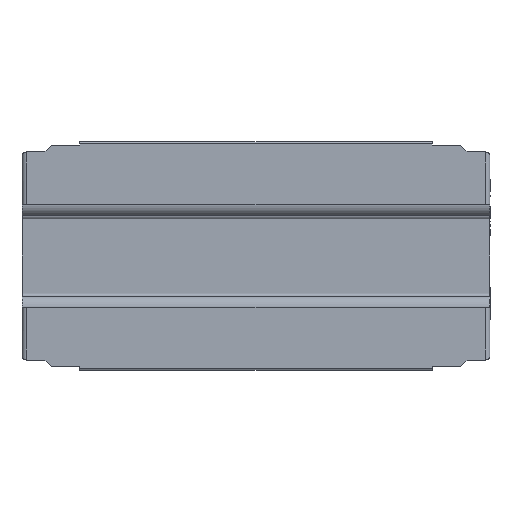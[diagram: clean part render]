
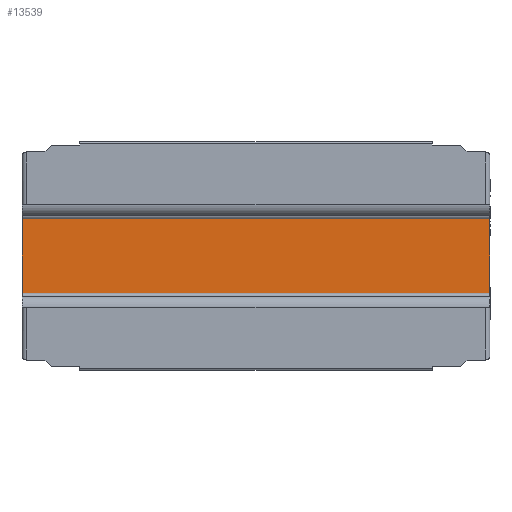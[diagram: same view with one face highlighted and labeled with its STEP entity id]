
A CAD part, front view. The second image highlights one B-rep face of the part: STEP entity #13539.
In plain terms, the highlighted planar face has unit normal (0, -1, 0).
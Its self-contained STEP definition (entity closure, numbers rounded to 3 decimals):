
#10303 = EDGE_CURVE ( 'NONE', #10304, #10616, #19105, .T. ) ;
#10304 = VERTEX_POINT ( 'NONE', #19101 ) ;
#10616 = VERTEX_POINT ( 'NONE', #19730 ) ;
#11246 = VERTEX_POINT ( 'NONE', #20302 ) ;
#11250 = EDGE_CURVE ( 'NONE', #11309, #11246, #20301, .T. ) ;
#11309 = VERTEX_POINT ( 'NONE', #20388 ) ;
#13539 = ADVANCED_FACE ( 'NONE', ( #22399 ), #22404, .F. ) ;
#13540 = EDGE_LOOP ( 'NONE', ( #13541, #13583, #13585, #13586 ) ) ;
#13541 = ORIENTED_EDGE ( 'NONE', *, *, #11250, .T. ) ;
#13545 = EDGE_CURVE ( 'NONE', #10616, #11309, #22477, .T. ) ;
#13583 = ORIENTED_EDGE ( 'NONE', *, *, #13584, .T. ) ;
#13584 = EDGE_CURVE ( 'NONE', #11246, #10304, #22601, .T. ) ;
#13585 = ORIENTED_EDGE ( 'NONE', *, *, #10303, .T. ) ;
#13586 = ORIENTED_EDGE ( 'NONE', *, *, #13545, .T. ) ;
#19101 = CARTESIAN_POINT ( 'NONE',  ( -29.55, 5.5, -4.3 ) ) ;
#19102 = DIRECTION ( 'NONE',  ( 0., 0., 1. ) ) ;
#19103 = VECTOR ( 'NONE', #19102, 1000. ) ;
#19104 = CARTESIAN_POINT ( 'NONE',  ( -29.55, 5.5, -4.5 ) ) ;
#19105 = LINE ( 'NONE', #19104, #19103 ) ;
#19730 = CARTESIAN_POINT ( 'NONE',  ( -29.55, 5.5, 4.3 ) ) ;
#20287 = DIRECTION ( 'NONE',  ( 0., 0., -1. ) ) ;
#20288 = VECTOR ( 'NONE', #20287, 1000. ) ;
#20289 = CARTESIAN_POINT ( 'NONE',  ( -70.45, 5.5, -4.5 ) ) ;
#20301 = LINE ( 'NONE', #20289, #20288 ) ;
#20302 = CARTESIAN_POINT ( 'NONE',  ( -70.45, 5.5, -4.3 ) ) ;
#20388 = CARTESIAN_POINT ( 'NONE',  ( -70.45, 5.5, 4.3 ) ) ;
#22395 = AXIS2_PLACEMENT_3D ( 'NONE', #22485, #22484, #22483 ) ;
#22399 = FACE_OUTER_BOUND ( 'NONE', #13540, .T. ) ;
#22404 = PLANE ( 'NONE',  #22395 ) ;
#22474 = DIRECTION ( 'NONE',  ( -1., 0., 0. ) ) ;
#22475 = VECTOR ( 'NONE', #22474, 1000. ) ;
#22476 = CARTESIAN_POINT ( 'NONE',  ( -70.45, 5.5, 4.3 ) ) ;
#22477 = LINE ( 'NONE', #22476, #22475 ) ;
#22483 = DIRECTION ( 'NONE',  ( 0., 0., 1. ) ) ;
#22484 = DIRECTION ( 'NONE',  ( 0., 1., 0. ) ) ;
#22485 = CARTESIAN_POINT ( 'NONE',  ( -26.75, 5.5, 0. ) ) ;
#22598 = DIRECTION ( 'NONE',  ( 1., 0., 0. ) ) ;
#22599 = VECTOR ( 'NONE', #22598, 1000. ) ;
#22600 = CARTESIAN_POINT ( 'NONE',  ( -29.55, 5.5, -4.3 ) ) ;
#22601 = LINE ( 'NONE', #22600, #22599 ) ;
